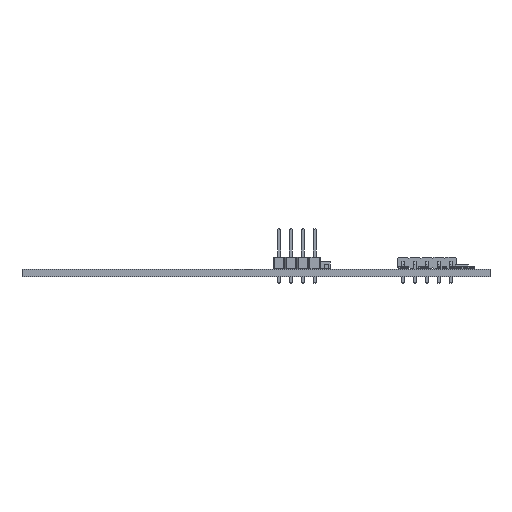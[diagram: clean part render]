
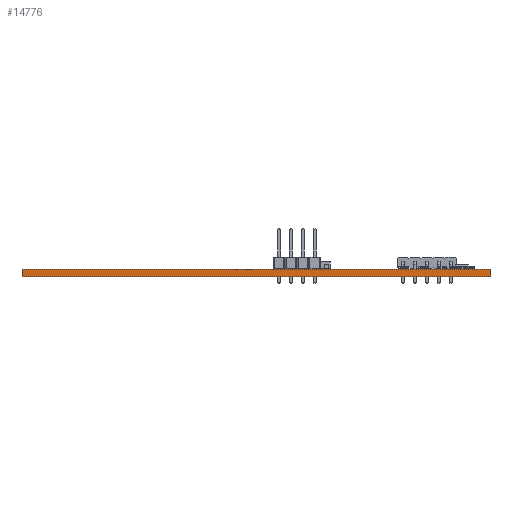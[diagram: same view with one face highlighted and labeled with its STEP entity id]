
A CAD part, front view. The second image highlights one B-rep face of the part: STEP entity #14776.
In plain terms, the highlighted planar face has unit normal (0, -1, 0).
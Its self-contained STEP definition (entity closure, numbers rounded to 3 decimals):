
#14776 = ADVANCED_FACE('',(#14777),#14811,.T.);
#14777 = FACE_BOUND('',#14778,.T.);
#14778 = EDGE_LOOP('',(#14779,#14789,#14797,#14805));
#14779 = ORIENTED_EDGE('',*,*,#14780,.T.);
#14780 = EDGE_CURVE('',#14781,#14783,#14785,.T.);
#14781 = VERTEX_POINT('',#14782);
#14782 = CARTESIAN_POINT('',(50.,-50.,0.));
#14783 = VERTEX_POINT('',#14784);
#14784 = CARTESIAN_POINT('',(50.,-50.,1.6));
#14785 = LINE('',#14786,#14787);
#14786 = CARTESIAN_POINT('',(50.,-50.,0.));
#14787 = VECTOR('',#14788,1.);
#14788 = DIRECTION('',(0.,0.,1.));
#14789 = ORIENTED_EDGE('',*,*,#14790,.T.);
#14790 = EDGE_CURVE('',#14783,#14791,#14793,.T.);
#14791 = VERTEX_POINT('',#14792);
#14792 = CARTESIAN_POINT('',(-50.,-50.,1.6));
#14793 = LINE('',#14794,#14795);
#14794 = CARTESIAN_POINT('',(50.,-50.,1.6));
#14795 = VECTOR('',#14796,1.);
#14796 = DIRECTION('',(-1.,0.,0.));
#14797 = ORIENTED_EDGE('',*,*,#14798,.F.);
#14798 = EDGE_CURVE('',#14799,#14791,#14801,.T.);
#14799 = VERTEX_POINT('',#14800);
#14800 = CARTESIAN_POINT('',(-50.,-50.,0.));
#14801 = LINE('',#14802,#14803);
#14802 = CARTESIAN_POINT('',(-50.,-50.,0.));
#14803 = VECTOR('',#14804,1.);
#14804 = DIRECTION('',(0.,0.,1.));
#14805 = ORIENTED_EDGE('',*,*,#14806,.F.);
#14806 = EDGE_CURVE('',#14781,#14799,#14807,.T.);
#14807 = LINE('',#14808,#14809);
#14808 = CARTESIAN_POINT('',(50.,-50.,0.));
#14809 = VECTOR('',#14810,1.);
#14810 = DIRECTION('',(-1.,0.,0.));
#14811 = PLANE('',#14812);
#14812 = AXIS2_PLACEMENT_3D('',#14813,#14814,#14815);
#14813 = CARTESIAN_POINT('',(50.,-50.,0.));
#14814 = DIRECTION('',(0.,-1.,0.));
#14815 = DIRECTION('',(-1.,0.,0.));
